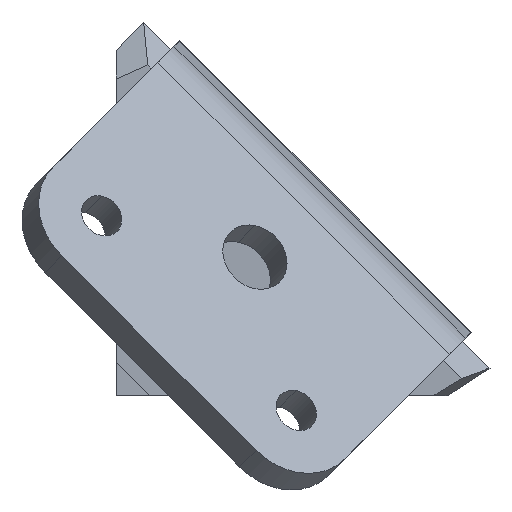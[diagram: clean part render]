
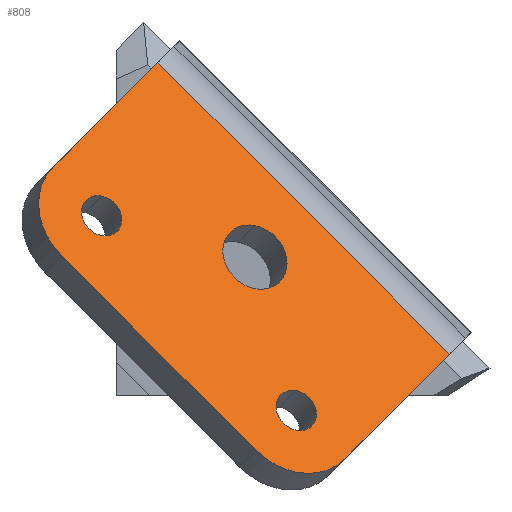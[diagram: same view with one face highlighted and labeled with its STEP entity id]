
A CAD part, front view. The second image highlights one B-rep face of the part: STEP entity #808.
In plain terms, the highlighted face is planar.
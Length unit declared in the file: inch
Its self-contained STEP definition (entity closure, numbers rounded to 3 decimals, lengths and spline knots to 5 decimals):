
#4 = VERTEX_POINT ( 'NONE', #1034 ) ;
#9 = VECTOR ( 'NONE', #345, 39.37008 ) ;
#32 = CARTESIAN_POINT ( 'NONE',  ( 1.24905, -0.69663, 0.77077 ) ) ;
#87 = ORIENTED_EDGE ( 'NONE', *, *, #545, .T. ) ;
#91 = FACE_BOUND ( 'NONE', #1161, .T. ) ;
#98 = DIRECTION ( 'NONE',  ( 0.403, -0.403, -0.822 ) ) ;
#104 = CARTESIAN_POINT ( 'NONE',  ( 0.69615, -0.7005, 0.50155 ) ) ;
#109 = CARTESIAN_POINT ( 'NONE',  ( 0.52133, -1.13903, 0.63086 ) ) ;
#114 = AXIS2_PLACEMENT_3D ( 'NONE', #1103, #805, #707 ) ;
#115 = CARTESIAN_POINT ( 'NONE',  ( 0.13863, -0.97816, 0.36432 ) ) ;
#118 = FACE_OUTER_BOUND ( 'NONE', #881, .T. ) ;
#159 = AXIS2_PLACEMENT_3D ( 'NONE', #612, #571, #546 ) ;
#195 = CIRCLE ( 'NONE', #234, 0.19685 ) ;
#201 = VERTEX_POINT ( 'NONE', #992 ) ;
#204 = DIRECTION ( 'NONE',  ( -0.898, 0., -0.44 ) ) ;
#215 = VECTOR ( 'NONE', #650, 39.37008 ) ;
#219 = CARTESIAN_POINT ( 'NONE',  ( 0.63445, -1.13903, 0.68633 ) ) ;
#233 = ORIENTED_EDGE ( 'NONE', *, *, #1011, .T. ) ;
#234 = AXIS2_PLACEMENT_3D ( 'NONE', #1097, #402, #204 ) ;
#239 = ORIENTED_EDGE ( 'NONE', *, *, #525, .T. ) ;
#240 = ORIENTED_EDGE ( 'NONE', *, *, #747, .T. ) ;
#284 = CARTESIAN_POINT ( 'NONE',  ( 0.57789, -1.13903, 0.6586 ) ) ;
#291 = DIRECTION ( 'NONE',  ( 0.403, -0.403, -0.822 ) ) ;
#293 = VECTOR ( 'NONE', #1014, 39.37008 ) ;
#294 = VERTEX_POINT ( 'NONE', #973 ) ;
#303 = ORIENTED_EDGE ( 'NONE', *, *, #833, .T. ) ;
#307 = EDGE_CURVE ( 'NONE', #838, #603, #354, .T. ) ;
#328 = EDGE_CURVE ( 'NONE', #603, #838, #333, .T. ) ;
#333 = CIRCLE ( 'NONE', #524, 0.06299 ) ;
#335 = CIRCLE ( 'NONE', #114, 0.19685 ) ;
#345 = DIRECTION ( 'NONE',  ( 0.581, -0.581, 0.57 ) ) ;
#349 = VERTEX_POINT ( 'NONE', #422 ) ;
#353 = EDGE_CURVE ( 'NONE', #4, #935, #417, .T. ) ;
#354 = CIRCLE ( 'NONE', #1085, 0.06299 ) ;
#358 = DIRECTION ( 'NONE',  ( -0.898, 0., -0.44 ) ) ;
#364 = CARTESIAN_POINT ( 'NONE',  ( 0.5584, -0.5584, 0.36432 ) ) ;
#372 = LINE ( 'NONE', #765, #215 ) ;
#402 = DIRECTION ( 'NONE',  ( -0.403, 0.403, 0.822 ) ) ;
#411 = EDGE_LOOP ( 'NONE', ( #514, #845 ) ) ;
#416 = AXIS2_PLACEMENT_3D ( 'NONE', #553, #954, #358 ) ;
#417 = CIRCLE ( 'NONE', #645, 0.1005 ) ;
#422 = CARTESIAN_POINT ( 'NONE',  ( 1.27386, -0.44306, 0.6586 ) ) ;
#492 = DIRECTION ( 'NONE',  ( -0.898, 0., -0.44 ) ) ;
#502 = FACE_BOUND ( 'NONE', #811, .T. ) ;
#514 = ORIENTED_EDGE ( 'NONE', *, *, #328, .T. ) ;
#524 = AXIS2_PLACEMENT_3D ( 'NONE', #784, #291, #1198 ) ;
#525 = EDGE_CURVE ( 'NONE', #201, #1255, #1252, .T. ) ;
#545 = EDGE_CURVE ( 'NONE', #935, #4, #1193, .T. ) ;
#546 = DIRECTION ( 'NONE',  ( -0.898, 0., -0.44 ) ) ;
#553 = CARTESIAN_POINT ( 'NONE',  ( 1.13467, -0.58225, 0.6586 ) ) ;
#571 = DIRECTION ( 'NONE',  ( 0.403, -0.403, -0.822 ) ) ;
#603 = VERTEX_POINT ( 'NONE', #109 ) ;
#612 = CARTESIAN_POINT ( 'NONE',  ( 1.13467, -0.58225, 0.6586 ) ) ;
#615 = ORIENTED_EDGE ( 'NONE', *, *, #1152, .F. ) ;
#622 = CIRCLE ( 'NONE', #159, 0.06299 ) ;
#635 = VERTEX_POINT ( 'NONE', #1173 ) ;
#645 = AXIS2_PLACEMENT_3D ( 'NONE', #1023, #1125, #923 ) ;
#650 = DIRECTION ( 'NONE',  ( -0.581, 0.581, -0.57 ) ) ;
#671 = ORIENTED_EDGE ( 'NONE', *, *, #948, .F. ) ;
#707 = DIRECTION ( 'NONE',  ( -0.898, 0., -0.44 ) ) ;
#747 = EDGE_CURVE ( 'NONE', #1232, #635, #1205, .T. ) ;
#754 = AXIS2_PLACEMENT_3D ( 'NONE', #783, #991, #889 ) ;
#765 = CARTESIAN_POINT ( 'NONE',  ( 0.42376, -1.26328, 0.64395 ) ) ;
#783 = CARTESIAN_POINT ( 'NONE',  ( 0.84352, -0.84352, 0.64395 ) ) ;
#784 = CARTESIAN_POINT ( 'NONE',  ( 0.57789, -1.13903, 0.6586 ) ) ;
#789 = EDGE_CURVE ( 'NONE', #798, #1012, #335, .T. ) ;
#795 = DIRECTION ( 'NONE',  ( -0.898, 0., -0.44 ) ) ;
#798 = VERTEX_POINT ( 'NONE', #1082 ) ;
#805 = DIRECTION ( 'NONE',  ( -0.403, 0.403, 0.822 ) ) ;
#808 = ADVANCED_FACE ( 'NONE', ( #91, #1005, #502, #118 ), #1109, .F. ) ;
#811 = EDGE_LOOP ( 'NONE', ( #240, #233 ) ) ;
#833 = EDGE_CURVE ( 'NONE', #294, #349, #195, .T. ) ;
#838 = VERTEX_POINT ( 'NONE', #219 ) ;
#839 = CARTESIAN_POINT ( 'NONE',  ( 0.60591, -0.7005, 0.4573 ) ) ;
#845 = ORIENTED_EDGE ( 'NONE', *, *, #307, .T. ) ;
#850 = CARTESIAN_POINT ( 'NONE',  ( 0.69227, -1.25341, 0.77077 ) ) ;
#881 = EDGE_LOOP ( 'NONE', ( #1113, #303, #671, #239, #615, #1128 ) ) ;
#883 = CARTESIAN_POINT ( 'NONE',  ( 1.07811, -0.58225, 0.63086 ) ) ;
#888 = EDGE_CURVE ( 'NONE', #294, #1012, #916, .T. ) ;
#889 = DIRECTION ( 'NONE',  ( -0.898, 0., -0.44 ) ) ;
#891 = DIRECTION ( 'NONE',  ( 0.403, -0.403, -0.822 ) ) ;
#892 = ORIENTED_EDGE ( 'NONE', *, *, #353, .T. ) ;
#916 = LINE ( 'NONE', #32, #293 ) ;
#923 = DIRECTION ( 'NONE',  ( -0.898, 0., -0.44 ) ) ;
#929 = LINE ( 'NONE', #1233, #9 ) ;
#935 = VERTEX_POINT ( 'NONE', #839 ) ;
#948 = EDGE_CURVE ( 'NONE', #201, #349, #929, .T. ) ;
#954 = DIRECTION ( 'NONE',  ( 0.403, -0.403, -0.822 ) ) ;
#967 = DIRECTION ( 'NONE',  ( -0.707, -0.707, 0. ) ) ;
#973 = CARTESIAN_POINT ( 'NONE',  ( 1.24905, -0.69663, 0.77077 ) ) ;
#991 = DIRECTION ( 'NONE',  ( 0.403, -0.403, -0.822 ) ) ;
#992 = CARTESIAN_POINT ( 'NONE',  ( 0.9738, -0.14299, 0.36432 ) ) ;
#1005 = FACE_BOUND ( 'NONE', #411, .T. ) ;
#1011 = EDGE_CURVE ( 'NONE', #635, #1232, #622, .T. ) ;
#1012 = VERTEX_POINT ( 'NONE', #850 ) ;
#1014 = DIRECTION ( 'NONE',  ( -0.707, -0.707, 0. ) ) ;
#1019 = AXIS2_PLACEMENT_3D ( 'NONE', #104, #891, #795 ) ;
#1023 = CARTESIAN_POINT ( 'NONE',  ( 0.69615, -0.7005, 0.50155 ) ) ;
#1034 = CARTESIAN_POINT ( 'NONE',  ( 0.78638, -0.7005, 0.5458 ) ) ;
#1082 = CARTESIAN_POINT ( 'NONE',  ( 0.4387, -1.27822, 0.6586 ) ) ;
#1085 = AXIS2_PLACEMENT_3D ( 'NONE', #284, #98, #492 ) ;
#1097 = CARTESIAN_POINT ( 'NONE',  ( 1.13467, -0.58225, 0.6586 ) ) ;
#1103 = CARTESIAN_POINT ( 'NONE',  ( 0.57789, -1.13903, 0.6586 ) ) ;
#1109 = PLANE ( 'NONE',  #754 ) ;
#1113 = ORIENTED_EDGE ( 'NONE', *, *, #888, .F. ) ;
#1125 = DIRECTION ( 'NONE',  ( 0.403, -0.403, -0.822 ) ) ;
#1128 = ORIENTED_EDGE ( 'NONE', *, *, #789, .T. ) ;
#1152 = EDGE_CURVE ( 'NONE', #798, #1255, #372, .T. ) ;
#1161 = EDGE_LOOP ( 'NONE', ( #87, #892 ) ) ;
#1173 = CARTESIAN_POINT ( 'NONE',  ( 1.19123, -0.58225, 0.68633 ) ) ;
#1193 = CIRCLE ( 'NONE', #1019, 0.1005 ) ;
#1198 = DIRECTION ( 'NONE',  ( -0.898, 0., -0.44 ) ) ;
#1205 = CIRCLE ( 'NONE', #416, 0.06299 ) ;
#1232 = VERTEX_POINT ( 'NONE', #883 ) ;
#1233 = CARTESIAN_POINT ( 'NONE',  ( 1.25893, -0.42812, 0.64395 ) ) ;
#1252 = LINE ( 'NONE', #364, #1275 ) ;
#1255 = VERTEX_POINT ( 'NONE', #115 ) ;
#1275 = VECTOR ( 'NONE', #967, 39.37008 ) ;
